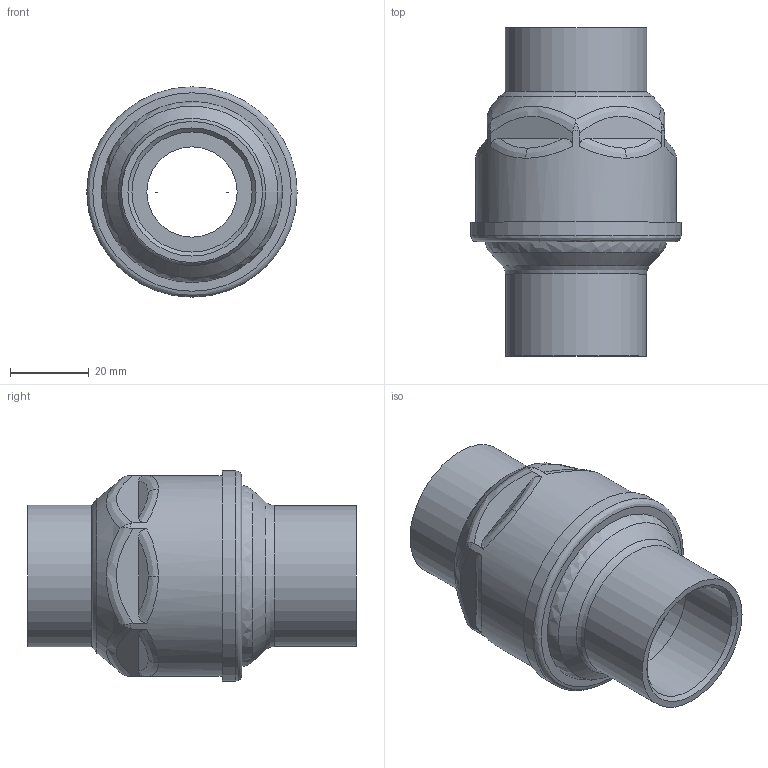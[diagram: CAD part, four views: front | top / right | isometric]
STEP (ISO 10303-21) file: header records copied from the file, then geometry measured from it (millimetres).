
FILE_DESCRIPTION(('STEP AP203'),'2;1');
FILE_NAME('IDRIA 1.stp','2016-05-10T08:31:02',(''),(''),'2015.2.119','THINKDESIGN','');
FILE_SCHEMA(('CONFIG_CONTROL_DESIGN'));
Length unit declared in the file: millimetre
Bounding box: 53.4 x 83.3 x 53.4 mm (x, y, z)
Volume: 22702.4 mm3; surface area: 31557 mm2
Topology: 5 solids, 5 shells, 115 faces, 323 edges, 229 vertices
Faces by surface type: bspline 52, plane 45, cylinder 18
Full cylindrical faces by diameter (mm): 22.9 x1, 25.3 x1, 26.1 x1, 29.276 x1, 30.5 x2, 32.8 x1, 33.7 x1, 33.8 x1, 35.2 x1, 35.8 x1, 36 x1, 36.6 x1, 39 x1, 49 x1, 51 x2, 53.4 x1
Entity records: 10251 total; most frequent: CARTESIAN_POINT 7241, ORIENTED_EDGE 642, DIRECTION 517, EDGE_CURVE 321, VERTEX_POINT 227, AXIS2_PLACEMENT_3D 226, CIRCLE 151, EDGE_LOOP 132
